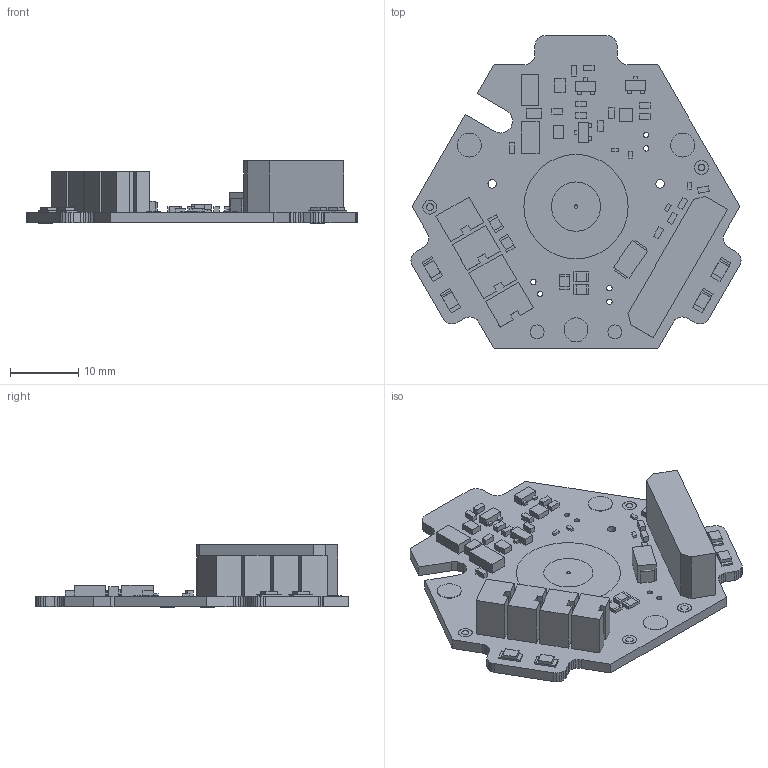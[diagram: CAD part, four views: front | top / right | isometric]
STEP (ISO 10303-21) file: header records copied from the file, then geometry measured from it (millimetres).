
FILE_DESCRIPTION(('Open CASCADE Model'),'2;1');
FILE_NAME('Open CASCADE Shape Model','2017-07-19T23:17:51',('Author'),( 'Open CASCADE'),'Open CASCADE STEP processor 6.8','Open CASCADE 6.8' ,'Unknown');
FILE_SCHEMA(('AUTOMOTIVE_DESIGN { 1 0 10303 214 1 1 1 1 }'));
Length unit declared in the file: millimetre
Products named in the file (136): PCB; Board; V3; 1552158480; Extruded; V2; 717900984; V1; H6; 767171584; Cylinder; H5; H4; J5; 1319969640; J4; C4; 717906696; U1; 717906016; R11; 717906832; U3; 717906152; C7; 717903568; R9; R8; 717906968; R7; R6; R10; Q3; 717903704; 717903840; 717903976; Q2; 717904112; Q1; C6 ...
Assembly tree (176 placements, depth 4):
  PCB
    Board
    V3
      1552158480
        Extruded
    V2
      717900984
        Extruded
    V1
      717900984
        Extruded
    H6
      767171584
        Cylinder
    H5
      767171584
        Cylinder
    H4
      767171584
        Cylinder
    J5
      1319969640
        Extruded
    J4
      1319969640
        Extruded
    C4
      717906696
        Extruded
    U1
      717906016
        Extruded
    R11
      717906832
        Extruded
    U3
      717906152
        Extruded
    C7
      717903568
        Extruded
    R9
      717906832
        Extruded
    R8
      717906968
        Extruded
    R7
      717906968
        Extruded
    R6
      717906832
        Extruded
    R10
      717906968
        Extruded
    Q3
      717903704  x2
        Extruded
      717903840
Bounding box: 48.24 x 45.77 x 9.08 mm (x, y, z)
Volume: 3925 mm3; surface area: 5921.4 mm2
Topology: 86 solids, 86 shells, 622 faces, 1350 edges, 900 vertices
Faces by surface type: plane 577, cylinder 45
Full cylindrical faces by diameter (mm): 0.508 x1, 0.77 x14, 1.016 x4, 1.092 x2, 1.1 x8, 1.25 x2, 2.032 x6, 3.5 x6, 7.201 x1, 15.24 x1
Entity records: 13651 total; most frequent: DIRECTION 2039, CARTESIAN_POINT 1977, ORIENTED_EDGE 1710, EDGE_CURVE 855, LINE 775, VECTOR 775, AXIS2_PLACEMENT_3D 632, VERTEX_POINT 570
